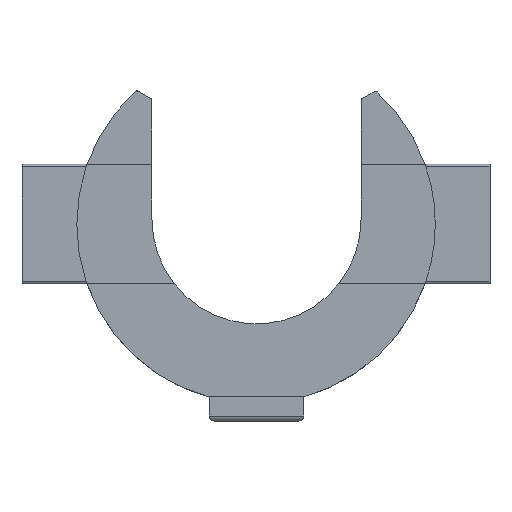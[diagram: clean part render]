
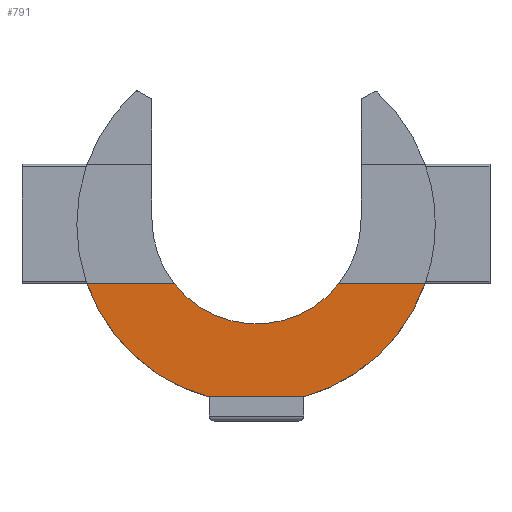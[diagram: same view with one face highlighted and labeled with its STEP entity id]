
A CAD part, top view. The second image highlights one B-rep face of the part: STEP entity #791.
In plain terms, the highlighted planar face has unit normal (0, 0, 1).
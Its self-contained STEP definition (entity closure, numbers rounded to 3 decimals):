
#270 = VERTEX_POINT('',#271);
#271 = CARTESIAN_POINT('',(-96.092,136.09,79.98));
#278 = EDGE_CURVE('',#270,#279,#281,.T.);
#279 = VERTEX_POINT('',#280);
#280 = CARTESIAN_POINT('',(-47.,90.585,79.98));
#281 = CIRCLE('',#282,72.);
#282 = AXIS2_PLACEMENT_3D('',#283,#284,#285);
#283 = CARTESIAN_POINT('',(-28.21,160.09,79.98));
#284 = DIRECTION('',(0.,0.,1.));
#285 = DIRECTION('',(1.,0.,0.));
#305 = VERTEX_POINT('',#306);
#306 = CARTESIAN_POINT('',(-9.,90.7,79.98));
#312 = EDGE_CURVE('',#305,#313,#315,.T.);
#313 = VERTEX_POINT('',#314);
#314 = CARTESIAN_POINT('',(39.672,136.09,79.98));
#315 = CIRCLE('',#316,72.);
#316 = AXIS2_PLACEMENT_3D('',#317,#318,#319);
#317 = CARTESIAN_POINT('',(-28.21,160.09,79.98));
#318 = DIRECTION('',(0.,0.,1.));
#319 = DIRECTION('',(1.,0.,0.));
#765 = VERTEX_POINT('',#766);
#766 = CARTESIAN_POINT('',(5.056,136.09,79.98));
#773 = EDGE_CURVE('',#765,#313,#774,.T.);
#774 = LINE('',#775,#776);
#775 = CARTESIAN_POINT('',(-122.21,136.09,79.98));
#776 = VECTOR('',#777,1.);
#777 = DIRECTION('',(1.,0.,0.));
#791 = ADVANCED_FACE('',(#792),#834,.T.);
#792 = FACE_BOUND('',#793,.T.);
#793 = EDGE_LOOP('',(#794,#802,#803,#811,#819,#825,#826,#827));
#794 = ORIENTED_EDGE('',*,*,#795,.F.);
#795 = EDGE_CURVE('',#270,#796,#798,.T.);
#796 = VERTEX_POINT('',#797);
#797 = CARTESIAN_POINT('',(-61.056,136.09,79.98));
#798 = LINE('',#799,#800);
#799 = CARTESIAN_POINT('',(-122.21,136.09,79.98));
#800 = VECTOR('',#801,1.);
#801 = DIRECTION('',(1.,0.,0.));
#802 = ORIENTED_EDGE('',*,*,#278,.T.);
#803 = ORIENTED_EDGE('',*,*,#804,.T.);
#804 = EDGE_CURVE('',#279,#805,#807,.T.);
#805 = VERTEX_POINT('',#806);
#806 = CARTESIAN_POINT('',(-47.,91.,79.98));
#807 = LINE('',#808,#809);
#808 = CARTESIAN_POINT('',(-47.,120.545,79.98));
#809 = VECTOR('',#810,1.);
#810 = DIRECTION('',(0.,1.,0.));
#811 = ORIENTED_EDGE('',*,*,#812,.F.);
#812 = EDGE_CURVE('',#813,#805,#815,.T.);
#813 = VERTEX_POINT('',#814);
#814 = CARTESIAN_POINT('',(-9.,91.,79.98));
#815 = LINE('',#816,#817);
#816 = CARTESIAN_POINT('',(-37.605,91.,79.98));
#817 = VECTOR('',#818,1.);
#818 = DIRECTION('',(-1.,0.,0.));
#819 = ORIENTED_EDGE('',*,*,#820,.F.);
#820 = EDGE_CURVE('',#305,#813,#821,.T.);
#821 = LINE('',#822,#823);
#822 = CARTESIAN_POINT('',(-9.,120.545,79.98));
#823 = VECTOR('',#824,1.);
#824 = DIRECTION('',(0.,1.,0.));
#825 = ORIENTED_EDGE('',*,*,#312,.T.);
#826 = ORIENTED_EDGE('',*,*,#773,.F.);
#827 = ORIENTED_EDGE('',*,*,#828,.T.);
#828 = EDGE_CURVE('',#765,#796,#829,.T.);
#829 = CIRCLE('',#830,42.);
#830 = AXIS2_PLACEMENT_3D('',#831,#832,#833);
#831 = CARTESIAN_POINT('',(-28.,162.,79.98));
#832 = DIRECTION('',(0.,0.,-1.));
#833 = DIRECTION('',(1.,0.,0.));
#834 = PLANE('',#835);
#835 = AXIS2_PLACEMENT_3D('',#836,#837,#838);
#836 = CARTESIAN_POINT('',(-28.21,160.09,79.98));
#837 = DIRECTION('',(0.,0.,1.));
#838 = DIRECTION('',(1.,0.,0.));
